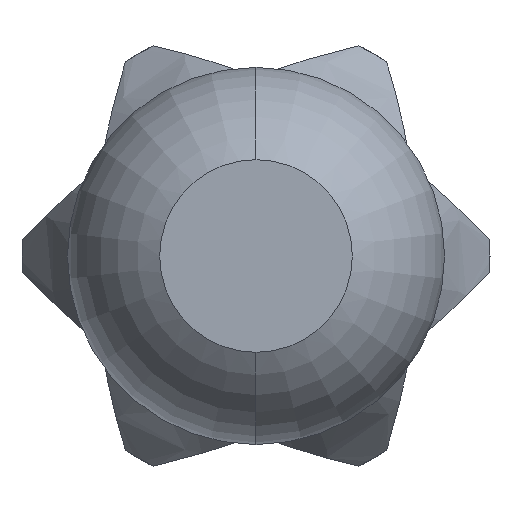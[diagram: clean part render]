
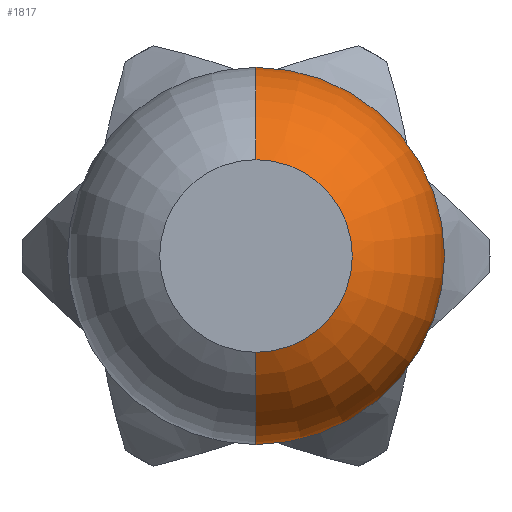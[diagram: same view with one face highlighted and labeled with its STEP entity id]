
A CAD part, front view. The second image highlights one B-rep face of the part: STEP entity #1817.
In plain terms, the highlighted toroidal (fillet/blend) face has major radius 0.035 mm and minor radius 0.65 mm.
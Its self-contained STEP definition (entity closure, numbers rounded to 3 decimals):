
#48 = VERTEX_POINT ( 'NONE', #2885 ) ;
#494 = EDGE_CURVE ( 'NONE', #2850, #2329, #3504, .T. ) ;
#821 = EDGE_CURVE ( 'NONE', #2289, #48, #4428, .T. ) ;
#935 = AXIS2_PLACEMENT_3D ( 'NONE', #3635, #1325, #4006 ) ;
#958 = EDGE_CURVE ( 'Defeature ausgef�hrt1_4+Defeature ausgef�hrt1_5+Defeature ausgef�hrt1_5+Defeature ausgef�hrt1_5', #2850, #2289, #1059, .T. ) ;
#980 = ORIENTED_EDGE ( 'NONE', *, *, #494, .F. ) ;
#1054 = AXIS2_PLACEMENT_3D ( 'NONE', #3518, #1244, #3885 ) ;
#1059 = CIRCLE ( 'NONE', #935, 0.685 ) ;
#1076 = DIRECTION ( 'NONE',  ( -1., 0., 0. ) ) ;
#1244 = DIRECTION ( 'NONE',  ( 1., 0., 0. ) ) ;
#1287 = CARTESIAN_POINT ( 'NONE',  ( 0., -24.431, 0.685 ) ) ;
#1325 = DIRECTION ( 'NONE',  ( 0., -1., 0. ) ) ;
#1351 = ORIENTED_EDGE ( 'NONE', *, *, #1596, .F. ) ;
#1591 = EDGE_LOOP ( 'NONE', ( #4156, #4321, #1351, #980 ) ) ;
#1596 = EDGE_CURVE ( 'Defeature ausgef�hrt1_33+Defeature ausgef�hrt1_4+Defeature ausgef�hrt1_4+Defeature ausgef�hrt1_4', #2329, #48, #3345, .T. ) ;
#1644 = CARTESIAN_POINT ( 'NONE',  ( 0., -25., -0.35 ) ) ;
#1737 = AXIS2_PLACEMENT_3D ( 'NONE', #3730, #1076, #3043 ) ;
#1785 = TOROIDAL_SURFACE ( 'NONE', #1872, 0.035, 0.65 ) ;
#1817 = ADVANCED_FACE ( 'Defeature ausgef�hrt1_4', ( #2907 ), #1785, .T. ) ;
#1872 = AXIS2_PLACEMENT_3D ( 'NONE', #3444, #4591, #4150 ) ;
#2206 = AXIS2_PLACEMENT_3D ( 'NONE', #2849, #4734, #3176 ) ;
#2289 = VERTEX_POINT ( 'NONE', #1287 ) ;
#2329 = VERTEX_POINT ( 'NONE', #1644 ) ;
#2849 = CARTESIAN_POINT ( 'NONE',  ( 0., -25., 0. ) ) ;
#2850 = VERTEX_POINT ( 'NONE', #4452 ) ;
#2885 = CARTESIAN_POINT ( 'NONE',  ( 0., -25., 0.35 ) ) ;
#2907 = FACE_OUTER_BOUND ( 'NONE', #1591, .T. ) ;
#3043 = DIRECTION ( 'NONE',  ( 0., 0., 1. ) ) ;
#3176 = DIRECTION ( 'NONE',  ( 0., 0., -1. ) ) ;
#3345 = CIRCLE ( 'NONE', #2206, 0.35 ) ;
#3444 = CARTESIAN_POINT ( 'NONE',  ( 0., -24.431, 0. ) ) ;
#3504 = CIRCLE ( 'NONE', #1737, 0.65 ) ;
#3518 = CARTESIAN_POINT ( 'NONE',  ( 0., -24.431, 0.035 ) ) ;
#3635 = CARTESIAN_POINT ( 'NONE',  ( 0., -24.431, 0. ) ) ;
#3730 = CARTESIAN_POINT ( 'NONE',  ( 0., -24.431, -0.035 ) ) ;
#3885 = DIRECTION ( 'NONE',  ( 0., 0., -1. ) ) ;
#4006 = DIRECTION ( 'NONE',  ( 0., 0., -1. ) ) ;
#4150 = DIRECTION ( 'NONE',  ( 0., 0., -1. ) ) ;
#4156 = ORIENTED_EDGE ( 'NONE', *, *, #958, .T. ) ;
#4321 = ORIENTED_EDGE ( 'NONE', *, *, #821, .T. ) ;
#4428 = CIRCLE ( 'NONE', #1054, 0.65 ) ;
#4452 = CARTESIAN_POINT ( 'NONE',  ( 0., -24.431, -0.685 ) ) ;
#4591 = DIRECTION ( 'NONE',  ( 0., -1., 0. ) ) ;
#4734 = DIRECTION ( 'NONE',  ( 0., -1., 0. ) ) ;
